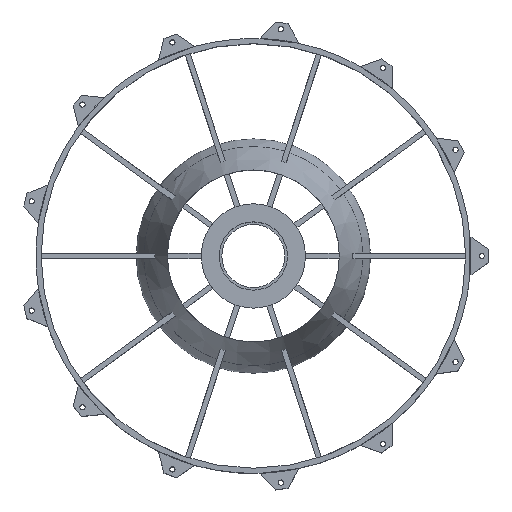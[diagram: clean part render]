
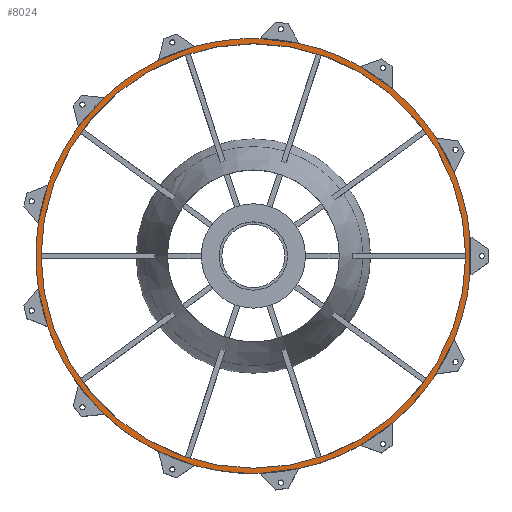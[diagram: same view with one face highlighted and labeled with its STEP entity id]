
A CAD part, top view. The second image highlights one B-rep face of the part: STEP entity #8024.
In plain terms, the highlighted planar face has unit normal (0, 0, 1).
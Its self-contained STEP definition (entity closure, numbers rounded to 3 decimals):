
#6764 = VERTEX_POINT('',#6765);
#6765 = CARTESIAN_POINT('',(0.,81.5,-12.));
#6771 = EDGE_CURVE('',#6764,#6764,#6772,.T.);
#6772 = CIRCLE('',#6773,81.5);
#6773 = AXIS2_PLACEMENT_3D('',#6774,#6775,#6776);
#6774 = CARTESIAN_POINT('',(0.,0.,-12.));
#6775 = DIRECTION('',(0.,0.,-1.));
#6776 = DIRECTION('',(0.,1.,0.));
#8024 = ADVANCED_FACE('',(#8025,#8257),#8260,.T.);
#8025 = FACE_BOUND('',#8026,.T.);
#8026 = EDGE_LOOP('',(#8027,#8038,#8047,#8055,#8064,#8072,#8081,#8089,
    #8098,#8106,#8115,#8123,#8132,#8140,#8149,#8157,#8166,#8174,#8183,
    #8191,#8200,#8208,#8217,#8225,#8234,#8242,#8251));
#8027 = ORIENTED_EDGE('',*,*,#8028,.F.);
#8028 = EDGE_CURVE('',#8029,#8031,#8033,.T.);
#8029 = VERTEX_POINT('',#8030);
#8030 = CARTESIAN_POINT('',(0.,83.5,-12.));
#8031 = VERTEX_POINT('',#8032);
#8032 = CARTESIAN_POINT('',(2.579,83.46,-12.));
#8033 = CIRCLE('',#8034,83.5);
#8034 = AXIS2_PLACEMENT_3D('',#8035,#8036,#8037);
#8035 = CARTESIAN_POINT('',(0.,0.,-12.));
#8036 = DIRECTION('',(0.,0.,-1.));
#8037 = DIRECTION('',(0.,1.,0.));
#8038 = ORIENTED_EDGE('',*,*,#8039,.F.);
#8039 = EDGE_CURVE('',#8040,#8029,#8042,.T.);
#8040 = VERTEX_POINT('',#8041);
#8041 = CARTESIAN_POINT('',(-22.477,80.418,-12.));
#8042 = CIRCLE('',#8043,83.5);
#8043 = AXIS2_PLACEMENT_3D('',#8044,#8045,#8046);
#8044 = CARTESIAN_POINT('',(0.,0.,-12.));
#8045 = DIRECTION('',(0.,0.,-1.));
#8046 = DIRECTION('',(0.,1.,0.));
#8047 = ORIENTED_EDGE('',*,*,#8048,.F.);
#8048 = EDGE_CURVE('',#8049,#8040,#8051,.T.);
#8049 = VERTEX_POINT('',#8050);
#8050 = CARTESIAN_POINT('',(-36.502,75.099,-12.));
#8051 = LINE('',#8052,#8053);
#8052 = CARTESIAN_POINT('',(-36.502,75.099,-12.));
#8053 = VECTOR('',#8054,1.);
#8054 = DIRECTION('',(0.935,0.355,0.)
  );
#8055 = ORIENTED_EDGE('',*,*,#8056,.F.);
#8056 = EDGE_CURVE('',#8057,#8049,#8059,.T.);
#8057 = VERTEX_POINT('',#8058);
#8058 = CARTESIAN_POINT('',(-57.275,60.761,-12.));
#8059 = CIRCLE('',#8060,83.5);
#8060 = AXIS2_PLACEMENT_3D('',#8061,#8062,#8063);
#8061 = CARTESIAN_POINT('',(0.,0.,-12.));
#8062 = DIRECTION('',(0.,0.,-1.));
#8063 = DIRECTION('',(0.,1.,0.));
#8064 = ORIENTED_EDGE('',*,*,#8065,.F.);
#8065 = EDGE_CURVE('',#8066,#8057,#8068,.T.);
#8066 = VERTEX_POINT('',#8067);
#8067 = CARTESIAN_POINT('',(-67.221,49.533,-12.));
#8068 = LINE('',#8069,#8070);
#8069 = CARTESIAN_POINT('',(-67.221,49.533,-12.));
#8070 = VECTOR('',#8071,1.);
#8071 = DIRECTION('',(0.663,0.749,0.));
#8072 = ORIENTED_EDGE('',*,*,#8073,.F.);
#8073 = EDGE_CURVE('',#8074,#8066,#8076,.T.);
#8074 = VERTEX_POINT('',#8075);
#8075 = CARTESIAN_POINT('',(-78.951,27.184,-12.));
#8076 = CIRCLE('',#8077,83.5);
#8077 = AXIS2_PLACEMENT_3D('',#8078,#8079,#8080);
#8078 = CARTESIAN_POINT('',(0.,0.,-12.));
#8079 = DIRECTION('',(0.,0.,-1.));
#8080 = DIRECTION('',(0.,1.,0.));
#8081 = ORIENTED_EDGE('',*,*,#8082,.F.);
#8082 = EDGE_CURVE('',#8083,#8074,#8085,.T.);
#8083 = VERTEX_POINT('',#8084);
#8084 = CARTESIAN_POINT('',(-82.541,12.62,-12.));
#8085 = LINE('',#8086,#8087);
#8086 = CARTESIAN_POINT('',(-82.541,12.62,-12.));
#8087 = VECTOR('',#8088,1.);
#8088 = DIRECTION('',(0.239,0.971,0.)
  );
#8089 = ORIENTED_EDGE('',*,*,#8090,.F.);
#8090 = EDGE_CURVE('',#8091,#8083,#8093,.T.);
#8091 = VERTEX_POINT('',#8092);
#8092 = CARTESIAN_POINT('',(-82.541,-12.62,-12.));
#8093 = CIRCLE('',#8094,83.5);
#8094 = AXIS2_PLACEMENT_3D('',#8095,#8096,#8097);
#8095 = CARTESIAN_POINT('',(0.,0.,-12.));
#8096 = DIRECTION('',(0.,0.,-1.));
#8097 = DIRECTION('',(0.,1.,0.));
#8098 = ORIENTED_EDGE('',*,*,#8099,.F.);
#8099 = EDGE_CURVE('',#8100,#8091,#8102,.T.);
#8100 = VERTEX_POINT('',#8101);
#8101 = CARTESIAN_POINT('',(-78.951,-27.184,-12.));
#8102 = LINE('',#8103,#8104);
#8103 = CARTESIAN_POINT('',(-78.951,-27.184,-12.));
#8104 = VECTOR('',#8105,1.);
#8105 = DIRECTION('',(-0.239,0.971,0.)
  );
#8106 = ORIENTED_EDGE('',*,*,#8107,.F.);
#8107 = EDGE_CURVE('',#8108,#8100,#8110,.T.);
#8108 = VERTEX_POINT('',#8109);
#8109 = CARTESIAN_POINT('',(-67.221,-49.533,-12.));
#8110 = CIRCLE('',#8111,83.5);
#8111 = AXIS2_PLACEMENT_3D('',#8112,#8113,#8114);
#8112 = CARTESIAN_POINT('',(0.,0.,-12.));
#8113 = DIRECTION('',(0.,0.,-1.));
#8114 = DIRECTION('',(0.,1.,0.));
#8115 = ORIENTED_EDGE('',*,*,#8116,.F.);
#8116 = EDGE_CURVE('',#8117,#8108,#8119,.T.);
#8117 = VERTEX_POINT('',#8118);
#8118 = CARTESIAN_POINT('',(-57.275,-60.761,-12.));
#8119 = LINE('',#8120,#8121);
#8120 = CARTESIAN_POINT('',(-57.275,-60.761,-12.));
#8121 = VECTOR('',#8122,1.);
#8122 = DIRECTION('',(-0.663,0.749,0.));
#8123 = ORIENTED_EDGE('',*,*,#8124,.F.);
#8124 = EDGE_CURVE('',#8125,#8117,#8127,.T.);
#8125 = VERTEX_POINT('',#8126);
#8126 = CARTESIAN_POINT('',(-36.502,-75.099,-12.));
#8127 = CIRCLE('',#8128,83.5);
#8128 = AXIS2_PLACEMENT_3D('',#8129,#8130,#8131);
#8129 = CARTESIAN_POINT('',(0.,0.,-12.));
#8130 = DIRECTION('',(0.,0.,-1.));
#8131 = DIRECTION('',(0.,1.,0.));
#8132 = ORIENTED_EDGE('',*,*,#8133,.F.);
#8133 = EDGE_CURVE('',#8134,#8125,#8136,.T.);
#8134 = VERTEX_POINT('',#8135);
#8135 = CARTESIAN_POINT('',(-22.477,-80.418,-12.));
#8136 = LINE('',#8137,#8138);
#8137 = CARTESIAN_POINT('',(-22.477,-80.418,-12.));
#8138 = VECTOR('',#8139,1.);
#8139 = DIRECTION('',(-0.935,0.355,0.
    ));
#8140 = ORIENTED_EDGE('',*,*,#8141,.F.);
#8141 = EDGE_CURVE('',#8142,#8134,#8144,.T.);
#8142 = VERTEX_POINT('',#8143);
#8143 = CARTESIAN_POINT('',(2.579,-83.46,-12.));
#8144 = CIRCLE('',#8145,83.5);
#8145 = AXIS2_PLACEMENT_3D('',#8146,#8147,#8148);
#8146 = CARTESIAN_POINT('',(0.,0.,-12.));
#8147 = DIRECTION('',(0.,0.,-1.));
#8148 = DIRECTION('',(0.,1.,0.));
#8149 = ORIENTED_EDGE('',*,*,#8150,.F.);
#8150 = EDGE_CURVE('',#8151,#8142,#8153,.T.);
#8151 = VERTEX_POINT('',#8152);
#8152 = CARTESIAN_POINT('',(17.469,-81.652,-12.));
#8153 = LINE('',#8154,#8155);
#8154 = CARTESIAN_POINT('',(17.469,-81.652,-12.));
#8155 = VECTOR('',#8156,1.);
#8156 = DIRECTION('',(-0.993,-0.121,
    0.));
#8157 = ORIENTED_EDGE('',*,*,#8158,.F.);
#8158 = EDGE_CURVE('',#8159,#8151,#8161,.T.);
#8159 = VERTEX_POINT('',#8160);
#8160 = CARTESIAN_POINT('',(41.069,-72.702,-12.));
#8161 = CIRCLE('',#8162,83.5);
#8162 = AXIS2_PLACEMENT_3D('',#8163,#8164,#8165);
#8163 = CARTESIAN_POINT('',(0.,0.,-12.));
#8164 = DIRECTION('',(0.,0.,-1.));
#8165 = DIRECTION('',(0.,1.,0.));
#8166 = ORIENTED_EDGE('',*,*,#8167,.F.);
#8167 = EDGE_CURVE('',#8168,#8159,#8170,.T.);
#8168 = VERTEX_POINT('',#8169);
#8169 = CARTESIAN_POINT('',(53.414,-64.181,-12.));
#8170 = LINE('',#8171,#8172);
#8171 = CARTESIAN_POINT('',(53.414,-64.181,-12.));
#8172 = VECTOR('',#8173,1.);
#8173 = DIRECTION('',(-0.823,-0.568,
    0.));
#8174 = ORIENTED_EDGE('',*,*,#8175,.F.);
#8175 = EDGE_CURVE('',#8176,#8168,#8178,.T.);
#8176 = VERTEX_POINT('',#8177);
#8177 = CARTESIAN_POINT('',(70.151,-45.288,-12.));
#8178 = CIRCLE('',#8179,83.5);
#8179 = AXIS2_PLACEMENT_3D('',#8180,#8181,#8182);
#8180 = CARTESIAN_POINT('',(0.,0.,-12.));
#8181 = DIRECTION('',(0.,0.,-1.));
#8182 = DIRECTION('',(0.,1.,0.));
#8183 = ORIENTED_EDGE('',*,*,#8184,.F.);
#8184 = EDGE_CURVE('',#8185,#8176,#8187,.T.);
#8185 = VERTEX_POINT('',#8186);
#8186 = CARTESIAN_POINT('',(77.122,-32.007,-12.));
#8187 = LINE('',#8188,#8189);
#8188 = CARTESIAN_POINT('',(77.122,-32.007,-12.));
#8189 = VECTOR('',#8190,1.);
#8190 = DIRECTION('',(-0.465,-0.885,
    0.));
#8191 = ORIENTED_EDGE('',*,*,#8192,.F.);
#8192 = EDGE_CURVE('',#8193,#8185,#8195,.T.);
#8193 = VERTEX_POINT('',#8194);
#8194 = CARTESIAN_POINT('',(83.162,-7.5,-12.));
#8195 = CIRCLE('',#8196,83.5);
#8196 = AXIS2_PLACEMENT_3D('',#8197,#8198,#8199);
#8197 = CARTESIAN_POINT('',(0.,0.,-12.));
#8198 = DIRECTION('',(0.,0.,-1.));
#8199 = DIRECTION('',(0.,1.,0.));
#8200 = ORIENTED_EDGE('',*,*,#8201,.F.);
#8201 = EDGE_CURVE('',#8202,#8193,#8204,.T.);
#8202 = VERTEX_POINT('',#8203);
#8203 = CARTESIAN_POINT('',(83.162,7.5,-12.));
#8204 = LINE('',#8205,#8206);
#8205 = CARTESIAN_POINT('',(83.162,7.5,-12.));
#8206 = VECTOR('',#8207,1.);
#8207 = DIRECTION('',(0.,-1.,0.));
#8208 = ORIENTED_EDGE('',*,*,#8209,.F.);
#8209 = EDGE_CURVE('',#8210,#8202,#8212,.T.);
#8210 = VERTEX_POINT('',#8211);
#8211 = CARTESIAN_POINT('',(77.122,32.007,-12.));
#8212 = CIRCLE('',#8213,83.5);
#8213 = AXIS2_PLACEMENT_3D('',#8214,#8215,#8216);
#8214 = CARTESIAN_POINT('',(0.,0.,-12.));
#8215 = DIRECTION('',(0.,0.,-1.));
#8216 = DIRECTION('',(0.,1.,0.));
#8217 = ORIENTED_EDGE('',*,*,#8218,.F.);
#8218 = EDGE_CURVE('',#8219,#8210,#8221,.T.);
#8219 = VERTEX_POINT('',#8220);
#8220 = CARTESIAN_POINT('',(70.151,45.288,-12.));
#8221 = LINE('',#8222,#8223);
#8222 = CARTESIAN_POINT('',(70.151,45.288,-12.));
#8223 = VECTOR('',#8224,1.);
#8224 = DIRECTION('',(0.465,-0.885,0.));
#8225 = ORIENTED_EDGE('',*,*,#8226,.F.);
#8226 = EDGE_CURVE('',#8227,#8219,#8229,.T.);
#8227 = VERTEX_POINT('',#8228);
#8228 = CARTESIAN_POINT('',(53.414,64.181,-12.));
#8229 = CIRCLE('',#8230,83.5);
#8230 = AXIS2_PLACEMENT_3D('',#8231,#8232,#8233);
#8231 = CARTESIAN_POINT('',(0.,0.,-12.));
#8232 = DIRECTION('',(0.,0.,-1.));
#8233 = DIRECTION('',(0.,1.,0.));
#8234 = ORIENTED_EDGE('',*,*,#8235,.F.);
#8235 = EDGE_CURVE('',#8236,#8227,#8238,.T.);
#8236 = VERTEX_POINT('',#8237);
#8237 = CARTESIAN_POINT('',(41.069,72.702,-12.));
#8238 = LINE('',#8239,#8240);
#8239 = CARTESIAN_POINT('',(41.069,72.702,-12.));
#8240 = VECTOR('',#8241,1.);
#8241 = DIRECTION('',(0.823,-0.568,0.)
  );
#8242 = ORIENTED_EDGE('',*,*,#8243,.F.);
#8243 = EDGE_CURVE('',#8244,#8236,#8246,.T.);
#8244 = VERTEX_POINT('',#8245);
#8245 = CARTESIAN_POINT('',(17.469,81.652,-12.));
#8246 = CIRCLE('',#8247,83.5);
#8247 = AXIS2_PLACEMENT_3D('',#8248,#8249,#8250);
#8248 = CARTESIAN_POINT('',(0.,0.,-12.));
#8249 = DIRECTION('',(0.,0.,-1.));
#8250 = DIRECTION('',(0.,1.,0.));
#8251 = ORIENTED_EDGE('',*,*,#8252,.F.);
#8252 = EDGE_CURVE('',#8031,#8244,#8253,.T.);
#8253 = LINE('',#8254,#8255);
#8254 = CARTESIAN_POINT('',(2.579,83.46,-12.));
#8255 = VECTOR('',#8256,1.);
#8256 = DIRECTION('',(0.993,-0.121,0.)
  );
#8257 = FACE_BOUND('',#8258,.T.);
#8258 = EDGE_LOOP('',(#8259));
#8259 = ORIENTED_EDGE('',*,*,#6771,.T.);
#8260 = PLANE('',#8261);
#8261 = AXIS2_PLACEMENT_3D('',#8262,#8263,#8264);
#8262 = CARTESIAN_POINT('',(0.,0.,-12.));
#8263 = DIRECTION('',(0.,0.,1.));
#8264 = DIRECTION('',(0.,1.,0.));
